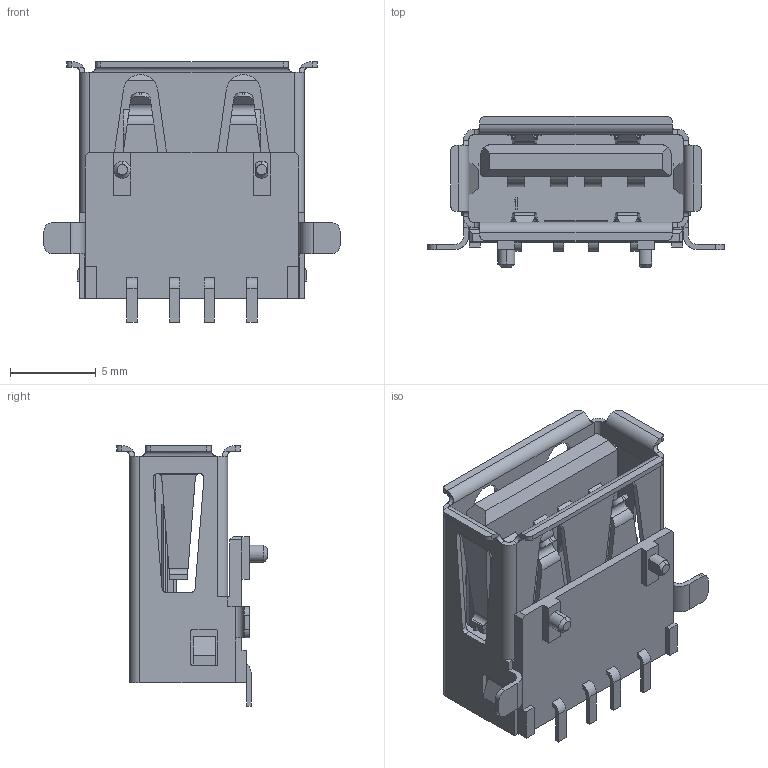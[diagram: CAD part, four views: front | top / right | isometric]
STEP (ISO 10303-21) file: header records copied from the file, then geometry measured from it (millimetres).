
FILE_DESCRIPTION (( 'STEP AP214' ), '1' );
FILE_NAME ('845C28E9-3CFC-46E2-A687-14C957722731.STEP', '2023-05-18T06:43:37', ( '' ), ( '' ), 'SwSTEP 2.0', 'SolidWorks 2022', '' );
FILE_SCHEMA (( 'AUTOMOTIVE_DESIGN' ));
Length unit declared in the file: millimetre
Products named in the file (1): 845C28E9-3CFC-46E2-A687-14C957722731
Bounding box: 17.26 x 8.79 x 15.16 mm (x, y, z)
Volume: 720.9 mm3; surface area: 1381 mm2
Topology: 1 solids, 1 shells, 349 faces, 950 edges, 616 vertices
Faces by surface type: plane 218, cylinder 127, cone 4
Entity records: 14779 total; most frequent: CARTESIAN_POINT 2310, ORIENTED_EDGE 1900, DIRECTION 1704, EDGE_CURVE 950, VECTOR 684, LINE 684, VERTEX_POINT 616, AXIS2_PLACEMENT_3D 510
